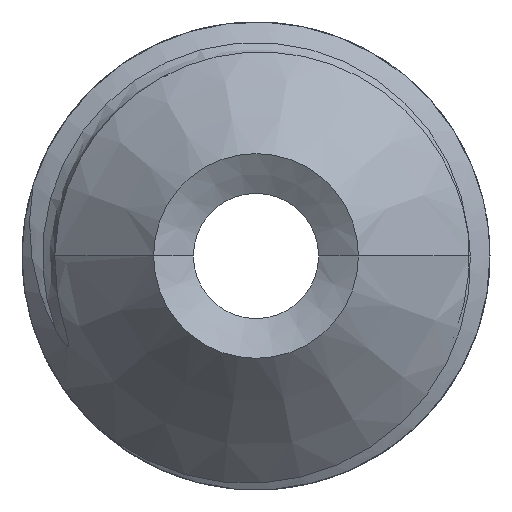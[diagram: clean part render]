
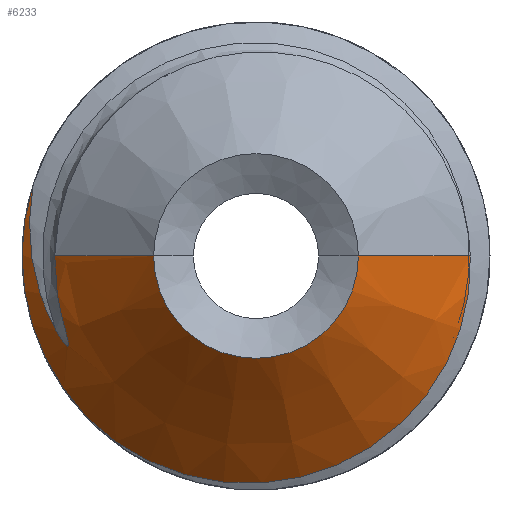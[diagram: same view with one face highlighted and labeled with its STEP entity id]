
A CAD part, left-side view. The second image highlights one B-rep face of the part: STEP entity #6233.
In plain terms, the highlighted conical face has half-angle 45 degrees and reference radius 1.438 mm.
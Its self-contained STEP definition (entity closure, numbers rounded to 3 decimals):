
#1941=CARTESIAN_POINT('',(1.125,0.,0.));
#1942=DIRECTION('',(-1.,0.,0.));
#1943=DIRECTION('',(0.,0.952,0.305));
#1944=AXIS2_PLACEMENT_3D('',#1941,#1942,#1943);
#2562=CARTESIAN_POINT('',(0.957,-1.832,0.));
#2563=CARTESIAN_POINT('',(0.961,-1.836,
-0.104));
#2564=CARTESIAN_POINT('',(0.969,-1.826,
-0.314));
#2565=CARTESIAN_POINT('',(0.981,-1.758,
-0.622));
#2566=CARTESIAN_POINT('',(0.993,-1.637,
-0.919));
#2567=CARTESIAN_POINT('',(1.005,-1.468,
-1.188));
#2568=CARTESIAN_POINT('',(1.017,-1.251,
-1.432));
#2569=CARTESIAN_POINT('',(1.029,-0.992,
-1.637));
#2570=CARTESIAN_POINT('',(1.041,-0.702,
-1.793));
#2571=CARTESIAN_POINT('',(1.053,-0.396,
-1.896));
#2572=CARTESIAN_POINT('',(1.065,-0.071,
-1.948));
#2573=CARTESIAN_POINT('',(1.077,0.263,
-1.944));
#2574=CARTESIAN_POINT('',(1.089,0.589,
-1.883));
#2575=CARTESIAN_POINT('',(1.101,0.901,
-1.769));
#2576=CARTESIAN_POINT('',(1.113,1.197,-1.6));
#2577=CARTESIAN_POINT('',(1.121,1.371,-1.455));
#2578=CARTESIAN_POINT('',(1.125,1.452,-1.376));
#2667=CARTESIAN_POINT('',(1.125,1.905,0.61));
#2668=CARTESIAN_POINT('',(1.111,1.924,0.501));
#2669=CARTESIAN_POINT('',(1.082,1.945,0.282));
#2670=CARTESIAN_POINT('',(1.038,1.921,
-0.041));
#2671=CARTESIAN_POINT('',(0.994,1.845,
-0.351));
#2672=CARTESIAN_POINT('',(0.965,1.761,
-0.542));
#2673=CARTESIAN_POINT('',(0.95,1.712,-0.633));
#2675=CARTESIAN_POINT('',(0.,0.,0.));
#2676=DIRECTION('',(-1.,0.,0.));
#2677=DIRECTION('',(0.,1.,0.));
#2678=AXIS2_PLACEMENT_3D('',#2675,#2676,#2677);
#2984=CARTESIAN_POINT('',(0.95,1.712,-0.633));
#2985=CARTESIAN_POINT('',(0.949,1.709,
-0.639));
#2986=CARTESIAN_POINT('',(0.947,1.702,
-0.65));
#2987=CARTESIAN_POINT('',(0.944,1.694,
-0.665));
#2988=CARTESIAN_POINT('',(0.942,1.685,
-0.679));
#2989=CARTESIAN_POINT('',(0.939,1.677,
-0.692));
#2990=CARTESIAN_POINT('',(0.937,1.669,
-0.704));
#2991=CARTESIAN_POINT('',(0.934,1.662,
-0.714));
#2992=CARTESIAN_POINT('',(0.931,1.655,
-0.724));
#2993=CARTESIAN_POINT('',(0.929,1.648,
-0.733));
#2994=CARTESIAN_POINT('',(0.926,1.641,
-0.742));
#2995=CARTESIAN_POINT('',(0.923,1.635,
-0.75));
#2996=CARTESIAN_POINT('',(0.92,1.628,
-0.756));
#2997=CARTESIAN_POINT('',(0.917,1.622,
-0.762));
#2998=CARTESIAN_POINT('',(0.914,1.616,
-0.767));
#2999=CARTESIAN_POINT('',(0.91,1.611,
-0.77));
#3000=CARTESIAN_POINT('',(0.906,1.605,
-0.771));
#3001=CARTESIAN_POINT('',(0.901,1.602,
-0.767));
#3002=CARTESIAN_POINT('',(0.897,1.601,
-0.76));
#3003=CARTESIAN_POINT('',(0.894,1.601,
-0.752));
#3004=CARTESIAN_POINT('',(0.891,1.602,
-0.744));
#3005=CARTESIAN_POINT('',(0.889,1.603,
-0.736));
#3006=CARTESIAN_POINT('',(0.887,1.605,
-0.726));
#3007=CARTESIAN_POINT('',(0.885,1.607,
-0.716));
#3008=CARTESIAN_POINT('',(0.883,1.61,
-0.706));
#3009=CARTESIAN_POINT('',(0.881,1.613,
-0.694));
#3010=CARTESIAN_POINT('',(0.879,1.616,
-0.681));
#3011=CARTESIAN_POINT('',(0.877,1.62,
-0.667));
#3012=CARTESIAN_POINT('',(0.875,1.624,
-0.652));
#3013=CARTESIAN_POINT('',(0.873,1.629,
-0.636));
#3014=CARTESIAN_POINT('',(0.871,1.633,
-0.618));
#3015=CARTESIAN_POINT('',(0.87,1.638,
-0.599));
#3016=CARTESIAN_POINT('',(0.868,1.644,
-0.579));
#3017=CARTESIAN_POINT('',(0.866,1.65,
-0.557));
#3018=CARTESIAN_POINT('',(0.864,1.656,
-0.534));
#3019=CARTESIAN_POINT('',(0.863,1.662,
-0.508));
#3020=CARTESIAN_POINT('',(0.861,1.668,
-0.481));
#3021=CARTESIAN_POINT('',(0.859,1.675,
-0.45));
#3022=CARTESIAN_POINT('',(0.858,1.682,
-0.417));
#3023=CARTESIAN_POINT('',(0.856,1.689,
-0.381));
#3024=CARTESIAN_POINT('',(0.854,1.696,
-0.341));
#3025=CARTESIAN_POINT('',(0.853,1.702,
-0.297));
#3026=CARTESIAN_POINT('',(0.851,1.708,
-0.249));
#3027=CARTESIAN_POINT('',(0.85,1.714,
-0.196));
#3028=CARTESIAN_POINT('',(0.848,1.718,
-0.137));
#3029=CARTESIAN_POINT('',(0.847,1.721,
-0.072));
#3030=CARTESIAN_POINT('',(0.846,1.721,
-0.025));
#3031=CARTESIAN_POINT('',(0.845,1.72,
0.));
#3162=DIRECTION('',(0.707,0.707,0.));
#3163=VECTOR('',#3162,1.196);
#3164=CARTESIAN_POINT('',(0.,0.875,0.));
#3165=LINE('',#3164,#3163);
#3166=DIRECTION('',(0.707,-0.707,0.));
#3167=VECTOR('',#3166,1.353);
#3168=CARTESIAN_POINT('',(0.,-0.875,0.));
#3169=LINE('',#3168,#3167);
#3387=CARTESIAN_POINT('',(0.,0.875,0.));
#3388=CARTESIAN_POINT('',(0.845,1.72,
0.));
#3389=VERTEX_POINT('',#3387);
#3390=VERTEX_POINT('',#3388);
#3391=CARTESIAN_POINT('',(0.,-0.875,0.));
#3392=CARTESIAN_POINT('',(0.957,-1.832,0.));
#3393=VERTEX_POINT('',#3391);
#3394=VERTEX_POINT('',#3392);
#3445=CARTESIAN_POINT('',(1.125,1.905,0.61));
#3446=CARTESIAN_POINT('',(1.125,1.452,-1.376));
#3447=VERTEX_POINT('',#3445);
#3448=VERTEX_POINT('',#3446);
#3449=VERTEX_POINT('',#2984);
#6214=CARTESIAN_POINT('',(0.563,0.,0.));
#6215=DIRECTION('',(1.,0.,0.));
#6216=DIRECTION('',(0.,-1.,0.));
#6217=AXIS2_PLACEMENT_3D('',#6214,#6215,#6216);
#6218=CONICAL_SURFACE('',#6217,1.438,45.);
#6219=ORIENTED_EDGE('',*,*,#4346,.F.);
#6221=ORIENTED_EDGE('',*,*,#6220,.T.);
#6223=ORIENTED_EDGE('',*,*,#6222,.T.);
#6225=ORIENTED_EDGE('',*,*,#6224,.F.);
#6227=ORIENTED_EDGE('',*,*,#6226,.T.);
#6229=ORIENTED_EDGE('',*,*,#6228,.T.);
#6230=ORIENTED_EDGE('',*,*,#6201,.T.);
#6231=EDGE_LOOP('',(#6219,#6221,#6223,#6225,#6227,#6229,#6230));
#6232=FACE_OUTER_BOUND('',#6231,.F.);
#1945=CIRCLE('',#1944,2.);
#2579=B_SPLINE_CURVE_WITH_KNOTS('',3,(#2562,#2563,#2564,#2565,#2566,#2567,#2568,
#2569,#2570,#2571,#2572,#2573,#2574,#2575,#2576,#2577,#2578),.UNSPECIFIED.,.F.,
.F.,(4,1,1,1,1,1,1,1,1,1,1,1,1,1,4),(0.,0.071,0.143,
0.214,0.286,0.357,0.429,0.5,
0.571,0.643,0.714,0.786,
0.857,0.929,1.),.UNSPECIFIED.);
#2674=B_SPLINE_CURVE_WITH_KNOTS('',3,(#2667,#2668,#2669,#2670,#2671,#2672,
#2673),.UNSPECIFIED.,.F.,.F.,(4,1,1,1,4),(0.,0.25,0.5,0.75,1.),
.UNSPECIFIED.);
#2679=CIRCLE('',#2678,0.875);
#3032=B_SPLINE_CURVE_WITH_KNOTS('',3,(#2984,#2985,#2986,#2987,#2988,#2989,#2990,
#2991,#2992,#2993,#2994,#2995,#2996,#2997,#2998,#2999,#3000,#3001,#3002,#3003,
#3004,#3005,#3006,#3007,#3008,#3009,#3010,#3011,#3012,#3013,#3014,#3015,#3016,
#3017,#3018,#3019,#3020,#3021,#3022,#3023,#3024,#3025,#3026,#3027,#3028,#3029,
#3030,#3031),.UNSPECIFIED.,.F.,.F.,(4,1,1,1,1,1,1,1,1,1,1,1,1,1,1,1,1,1,1,1,1,1,
1,1,1,1,1,1,1,1,1,1,1,1,1,1,1,1,1,1,1,1,1,1,1,4),(0.,0.022,
0.044,0.067,0.089,0.111,
0.133,0.156,0.178,0.2,0.222,
0.244,0.267,0.289,0.311,
0.333,0.356,0.378,0.4,0.422,
0.444,0.467,0.489,0.511,
0.533,0.556,0.578,0.6,0.622,
0.644,0.667,0.689,0.711,
0.733,0.756,0.778,0.8,0.822,
0.844,0.867,0.889,0.911,
0.933,0.956,0.978,1.),.UNSPECIFIED.);
#4346=EDGE_CURVE('',#3447,#3448,#1945,.T.);
#6201=EDGE_CURVE('',#3394,#3448,#2579,.T.);
#6220=EDGE_CURVE('',#3447,#3449,#2674,.T.);
#6222=EDGE_CURVE('',#3449,#3390,#3032,.T.);
#6224=EDGE_CURVE('',#3389,#3390,#3165,.T.);
#6226=EDGE_CURVE('',#3389,#3393,#2679,.T.);
#6228=EDGE_CURVE('',#3393,#3394,#3169,.T.);
#6233=ADVANCED_FACE('',(#6232),#6218,.T.);
